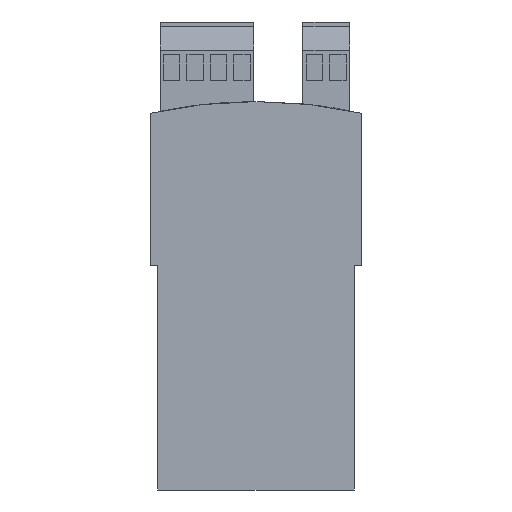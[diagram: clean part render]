
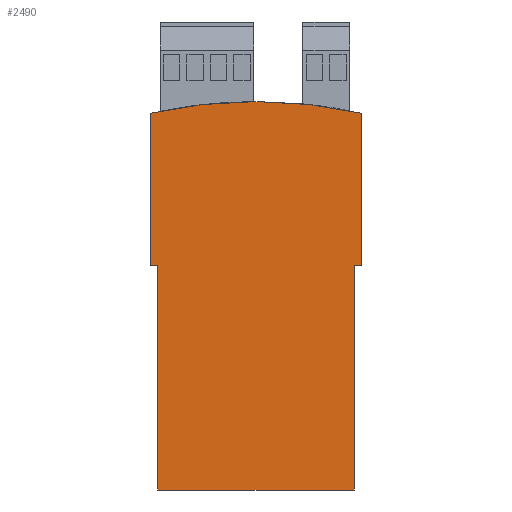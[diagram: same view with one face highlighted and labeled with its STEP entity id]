
A CAD part, front view. The second image highlights one B-rep face of the part: STEP entity #2490.
In plain terms, the highlighted planar face has unit normal (0, -1, 0).
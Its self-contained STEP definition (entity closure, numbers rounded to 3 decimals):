
#1=DIRECTION('',(1.,0.,0.));
#2=VECTOR('',#1,1.5);
#3=CARTESIAN_POINT('',(-22.5,-10.75,7.75));
#4=LINE('',#3,#2);
#5=DIRECTION('',(0.,0.,1.));
#6=VECTOR('',#5,32.5);
#7=CARTESIAN_POINT('',(-22.5,-10.75,7.75));
#8=LINE('',#7,#6);
#9=CARTESIAN_POINT('',(0.,-10.75,-59.75));
#10=DIRECTION('',(0.,1.,0.));
#11=DIRECTION('',(-0.22,0.,0.976));
#12=AXIS2_PLACEMENT_3D('',#9,#10,#11);
#14=DIRECTION('',(0.,0.,-1.));
#15=VECTOR('',#14,32.5);
#16=CARTESIAN_POINT('',(22.5,-10.75,40.25));
#17=LINE('',#16,#15);
#18=DIRECTION('',(1.,0.,0.));
#19=VECTOR('',#18,1.5);
#20=CARTESIAN_POINT('',(21.,-10.75,7.75));
#21=LINE('',#20,#19);
#22=DIRECTION('',(0.,0.,1.));
#23=VECTOR('',#22,48.);
#24=CARTESIAN_POINT('',(21.,-10.75,-40.25));
#25=LINE('',#24,#23);
#26=DIRECTION('',(-1.,0.,0.));
#27=VECTOR('',#26,42.);
#28=CARTESIAN_POINT('',(21.,-10.75,-40.25));
#29=LINE('',#28,#27);
#30=DIRECTION('',(0.,0.,1.));
#31=VECTOR('',#30,48.);
#32=CARTESIAN_POINT('',(-21.,-10.75,-40.25));
#33=LINE('',#32,#31);
#1871=CARTESIAN_POINT('',(-22.5,-10.75,40.25));
#1872=CARTESIAN_POINT('',(22.5,-10.75,40.25));
#1873=VERTEX_POINT('',#1871);
#1874=VERTEX_POINT('',#1872);
#1895=CARTESIAN_POINT('',(-22.5,-10.75,7.75));
#1896=CARTESIAN_POINT('',(-21.,-10.75,7.75));
#1897=VERTEX_POINT('',#1895);
#1898=VERTEX_POINT('',#1896);
#1899=CARTESIAN_POINT('',(21.,-10.75,7.75));
#1900=CARTESIAN_POINT('',(22.5,-10.75,7.75));
#1901=VERTEX_POINT('',#1899);
#1902=VERTEX_POINT('',#1900);
#1903=CARTESIAN_POINT('',(-21.,-10.75,-40.25));
#1904=VERTEX_POINT('',#1903);
#1905=CARTESIAN_POINT('',(21.,-10.75,-40.25));
#1906=VERTEX_POINT('',#1905);
#2467=CARTESIAN_POINT('',(0.,-10.75,0.));
#2468=DIRECTION('',(0.,1.,0.));
#2469=DIRECTION('',(1.,0.,0.));
#2470=AXIS2_PLACEMENT_3D('',#2467,#2468,#2469);
#2471=PLANE('',#2470);
#2473=ORIENTED_EDGE('',*,*,#2472,.F.);
#2475=ORIENTED_EDGE('',*,*,#2474,.T.);
#2477=ORIENTED_EDGE('',*,*,#2476,.T.);
#2479=ORIENTED_EDGE('',*,*,#2478,.T.);
#2481=ORIENTED_EDGE('',*,*,#2480,.F.);
#2483=ORIENTED_EDGE('',*,*,#2482,.F.);
#2485=ORIENTED_EDGE('',*,*,#2484,.T.);
#2487=ORIENTED_EDGE('',*,*,#2486,.T.);
#2488=EDGE_LOOP('',(#2473,#2475,#2477,#2479,#2481,#2483,#2485,#2487));
#2489=FACE_OUTER_BOUND('',#2488,.F.);
#2490=ADVANCED_FACE('',(#2489),#2471,.F.);
#13=CIRCLE('',#12,102.5);
#2472=EDGE_CURVE('',#1897,#1898,#4,.T.);
#2474=EDGE_CURVE('',#1897,#1873,#8,.T.);
#2476=EDGE_CURVE('',#1873,#1874,#13,.T.);
#2478=EDGE_CURVE('',#1874,#1902,#17,.T.);
#2480=EDGE_CURVE('',#1901,#1902,#21,.T.);
#2482=EDGE_CURVE('',#1906,#1901,#25,.T.);
#2484=EDGE_CURVE('',#1906,#1904,#29,.T.);
#2486=EDGE_CURVE('',#1904,#1898,#33,.T.);
